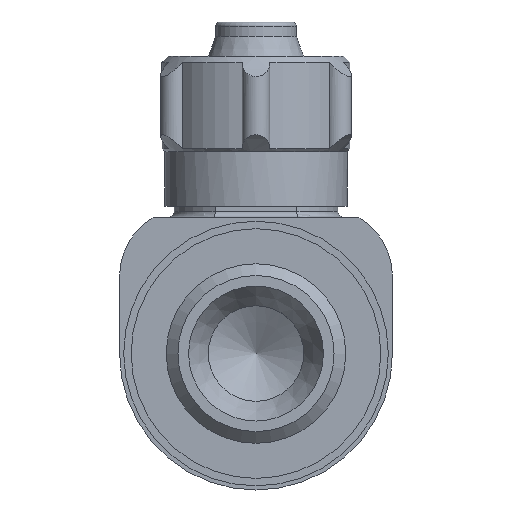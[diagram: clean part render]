
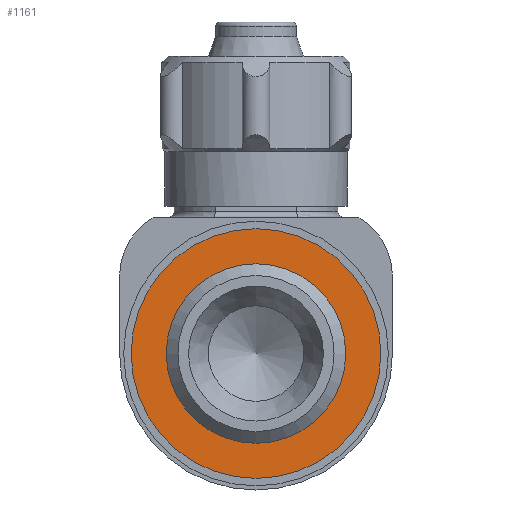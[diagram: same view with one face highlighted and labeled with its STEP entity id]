
A CAD part, front view. The second image highlights one B-rep face of the part: STEP entity #1161.
In plain terms, the highlighted planar face has unit normal (0, -1, 0).
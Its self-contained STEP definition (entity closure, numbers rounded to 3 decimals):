
#116=CIRCLE('',#1274,6.578);
#117=CIRCLE('',#1276,9.15);
#214=ORIENTED_EDGE('',*,*,#532,.F.);
#215=ORIENTED_EDGE('',*,*,#531,.T.);
#531=EDGE_CURVE('',#690,#690,#116,.T.);
#532=EDGE_CURVE('',#691,#691,#117,.T.);
#690=VERTEX_POINT('',#1890);
#691=VERTEX_POINT('',#1893);
#903=EDGE_LOOP('',(#214));
#904=EDGE_LOOP('',(#215));
#1017=FACE_BOUND('',#903,.T.);
#1018=FACE_BOUND('',#904,.T.);
#1120=PLANE('',#1275);
#1161=ADVANCED_FACE('',(#1017,#1018),#1120,.F.);
#1274=AXIS2_PLACEMENT_3D('',#1889,#1478,#1479);
#1275=AXIS2_PLACEMENT_3D('',#1891,#1480,#1481);
#1276=AXIS2_PLACEMENT_3D('',#1892,#1482,#1483);
#1478=DIRECTION('',(0.,1.,0.));
#1479=DIRECTION('',(0.,0.,1.));
#1480=DIRECTION('',(0.,1.,0.));
#1481=DIRECTION('',(0.,0.,1.));
#1482=DIRECTION('',(0.,1.,0.));
#1483=DIRECTION('',(0.,0.,1.));
#1889=CARTESIAN_POINT('',(0.,-9.3,0.));
#1890=CARTESIAN_POINT('',(0.,-9.3,6.578));
#1891=CARTESIAN_POINT('',(0.,-9.3,-6.578));
#1892=CARTESIAN_POINT('',(0.,-9.3,0.));
#1893=CARTESIAN_POINT('',(0.,-9.3,9.15));
